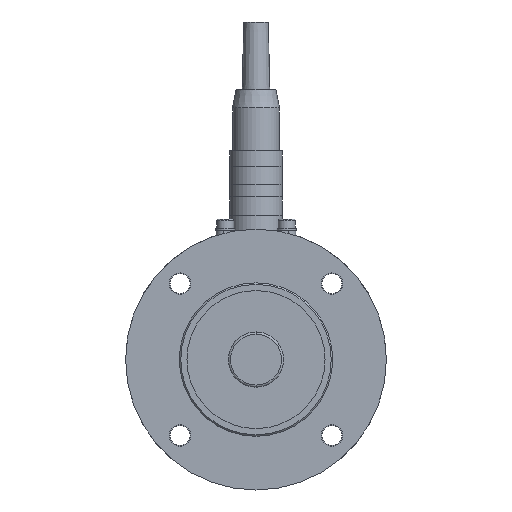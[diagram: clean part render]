
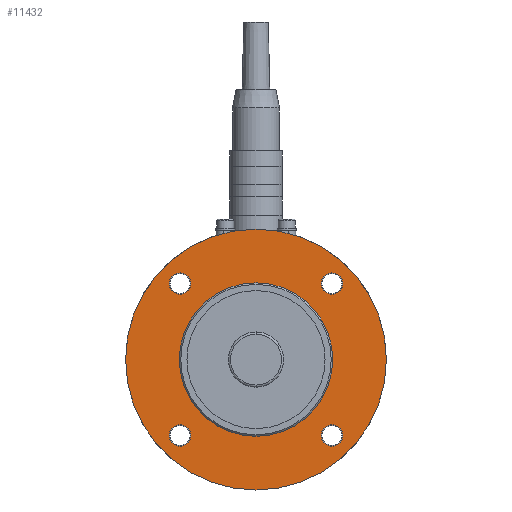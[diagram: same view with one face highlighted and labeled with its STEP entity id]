
A CAD part, left-side view. The second image highlights one B-rep face of the part: STEP entity #11432.
In plain terms, the highlighted face is planar.
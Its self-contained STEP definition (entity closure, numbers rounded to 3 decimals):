
#11050=CARTESIAN_POINT('',(0.0,1.5,30.0));
#11051=VERTEX_POINT('',#11050);
#11067=CARTESIAN_POINT('',(0.,1.5,-20.0));
#11068=VERTEX_POINT('',#11067);
#11075=CARTESIAN_POINT('',(0.0,1.5,5.0));
#11076=DIRECTION('',(0.0,-1.0,0.0));
#11077=DIRECTION('',(0.0,0.0,1.0));
#11078=AXIS2_PLACEMENT_3D('',#11075,#11076,#11077);
#11079=CIRCLE('',#11078,25.0);
#11080=EDGE_CURVE('',#11051,#11068,#11079,.T.);
#11092=CARTESIAN_POINT('',(0.0,1.5,47.5));
#11093=VERTEX_POINT('',#11092);
#11109=CARTESIAN_POINT('',(0.,1.5,-37.5));
#11110=VERTEX_POINT('',#11109);
#11117=CARTESIAN_POINT('',(0.0,1.5,5.0));
#11118=DIRECTION('',(0.0,-1.0,0.0));
#11119=DIRECTION('',(0.0,0.0,1.0));
#11120=AXIS2_PLACEMENT_3D('',#11117,#11118,#11119);
#11121=CIRCLE('',#11120,42.5);
#11122=EDGE_CURVE('',#11110,#11093,#11121,.T.);
#11134=CARTESIAN_POINT('',(24.749,1.5,26.249));
#11135=VERTEX_POINT('',#11134);
#11151=CARTESIAN_POINT('',(24.749,1.5,33.249));
#11152=VERTEX_POINT('',#11151);
#11159=CARTESIAN_POINT('',(24.749,1.5,29.749));
#11160=DIRECTION('',(0.0,-1.0,0.0));
#11161=DIRECTION('',(0.0,0.0,-1.0));
#11162=AXIS2_PLACEMENT_3D('',#11159,#11160,#11161);
#11163=CIRCLE('',#11162,3.5);
#11164=EDGE_CURVE('',#11135,#11152,#11163,.T.);
#11176=CARTESIAN_POINT('',(-21.249,1.5,29.749));
#11177=VERTEX_POINT('',#11176);
#11193=CARTESIAN_POINT('',(-28.249,1.5,29.749));
#11194=VERTEX_POINT('',#11193);
#11201=CARTESIAN_POINT('',(-24.749,1.5,29.749));
#11202=DIRECTION('',(0.0,-1.0,0.0));
#11203=DIRECTION('',(1.0,0.0,0.0));
#11204=AXIS2_PLACEMENT_3D('',#11201,#11202,#11203);
#11205=CIRCLE('',#11204,3.5);
#11206=EDGE_CURVE('',#11177,#11194,#11205,.T.);
#11218=CARTESIAN_POINT('',(-24.749,1.5,-16.249));
#11219=VERTEX_POINT('',#11218);
#11235=CARTESIAN_POINT('',(-24.749,1.5,-23.249));
#11236=VERTEX_POINT('',#11235);
#11243=CARTESIAN_POINT('',(-24.749,1.5,-19.749));
#11244=DIRECTION('',(0.0,-1.0,0.0));
#11245=DIRECTION('',(0.0,0.0,1.0));
#11246=AXIS2_PLACEMENT_3D('',#11243,#11244,#11245);
#11247=CIRCLE('',#11246,3.5);
#11248=EDGE_CURVE('',#11219,#11236,#11247,.T.);
#11260=CARTESIAN_POINT('',(21.249,1.5,-19.749));
#11261=VERTEX_POINT('',#11260);
#11277=CARTESIAN_POINT('',(28.249,1.5,-19.749));
#11278=VERTEX_POINT('',#11277);
#11285=CARTESIAN_POINT('',(24.749,1.5,-19.749));
#11286=DIRECTION('',(0.0,-1.0,0.0));
#11287=DIRECTION('',(-1.0,0.0,0.0));
#11288=AXIS2_PLACEMENT_3D('',#11285,#11286,#11287);
#11289=CIRCLE('',#11288,3.5);
#11290=EDGE_CURVE('',#11261,#11278,#11289,.T.);
#11301=CARTESIAN_POINT('',(24.749,1.5,-19.749));
#11302=DIRECTION('',(0.0,-1.0,0.0));
#11303=DIRECTION('',(-1.0,0.0,0.0));
#11304=AXIS2_PLACEMENT_3D('',#11301,#11302,#11303);
#11305=CIRCLE('',#11304,3.5);
#11306=EDGE_CURVE('',#11278,#11261,#11305,.T.);
#11325=CARTESIAN_POINT('',(-24.749,1.5,-19.749));
#11326=DIRECTION('',(0.0,-1.0,0.0));
#11327=DIRECTION('',(0.0,0.0,1.0));
#11328=AXIS2_PLACEMENT_3D('',#11325,#11326,#11327);
#11329=CIRCLE('',#11328,3.5);
#11330=EDGE_CURVE('',#11236,#11219,#11329,.T.);
#11349=CARTESIAN_POINT('',(-24.749,1.5,29.749));
#11350=DIRECTION('',(0.0,-1.0,0.0));
#11351=DIRECTION('',(1.0,0.0,0.0));
#11352=AXIS2_PLACEMENT_3D('',#11349,#11350,#11351);
#11353=CIRCLE('',#11352,3.5);
#11354=EDGE_CURVE('',#11194,#11177,#11353,.T.);
#11373=CARTESIAN_POINT('',(24.749,1.5,29.749));
#11374=DIRECTION('',(0.0,-1.0,0.0));
#11375=DIRECTION('',(0.0,0.0,-1.0));
#11376=AXIS2_PLACEMENT_3D('',#11373,#11374,#11375);
#11377=CIRCLE('',#11376,3.5);
#11378=EDGE_CURVE('',#11152,#11135,#11377,.T.);
#11391=CARTESIAN_POINT('',(-46.75,1.5,-41.75));
#11392=DIRECTION('',(0.0,1.0,0.0));
#11393=DIRECTION('',(0.0,0.0,1.0));
#11394=AXIS2_PLACEMENT_3D('',#11391,#11392,#11393);
#11395=PLANE('',#11394);
#11396=CARTESIAN_POINT('',(0.0,1.5,5.0));
#11397=DIRECTION('',(0.0,-1.0,0.0));
#11398=DIRECTION('',(0.0,0.0,1.0));
#11399=AXIS2_PLACEMENT_3D('',#11396,#11397,#11398);
#11400=CIRCLE('',#11399,42.5);
#11401=EDGE_CURVE('',#11093,#11110,#11400,.T.);
#11402=ORIENTED_EDGE('',*,*,#11401,.F.);
#11403=ORIENTED_EDGE('',*,*,#11122,.F.);
#11404=EDGE_LOOP('',(#11402,#11403));
#11405=FACE_OUTER_BOUND('',#11404,.T.);
#11406=ORIENTED_EDGE('',*,*,#11306,.T.);
#11407=ORIENTED_EDGE('',*,*,#11290,.T.);
#11408=EDGE_LOOP('',(#11406,#11407));
#11409=FACE_BOUND('',#11408,.T.);
#11410=ORIENTED_EDGE('',*,*,#11330,.T.);
#11411=ORIENTED_EDGE('',*,*,#11248,.T.);
#11412=EDGE_LOOP('',(#11410,#11411));
#11413=FACE_BOUND('',#11412,.T.);
#11414=ORIENTED_EDGE('',*,*,#11354,.T.);
#11415=ORIENTED_EDGE('',*,*,#11206,.T.);
#11416=EDGE_LOOP('',(#11414,#11415));
#11417=FACE_BOUND('',#11416,.T.);
#11418=ORIENTED_EDGE('',*,*,#11378,.T.);
#11419=ORIENTED_EDGE('',*,*,#11164,.T.);
#11420=EDGE_LOOP('',(#11418,#11419));
#11421=FACE_BOUND('',#11420,.T.);
#11422=ORIENTED_EDGE('',*,*,#11080,.T.);
#11423=CARTESIAN_POINT('',(0.0,1.5,5.0));
#11424=DIRECTION('',(0.0,-1.0,0.0));
#11425=DIRECTION('',(0.0,0.0,1.0));
#11426=AXIS2_PLACEMENT_3D('',#11423,#11424,#11425);
#11427=CIRCLE('',#11426,25.0);
#11428=EDGE_CURVE('',#11068,#11051,#11427,.T.);
#11429=ORIENTED_EDGE('',*,*,#11428,.T.);
#11430=EDGE_LOOP('',(#11422,#11429));
#11431=FACE_BOUND('',#11430,.T.);
#11432=ADVANCED_FACE('',(#11405,#11409,#11413,#11417,#11421,#11431),#11395,.T.);
